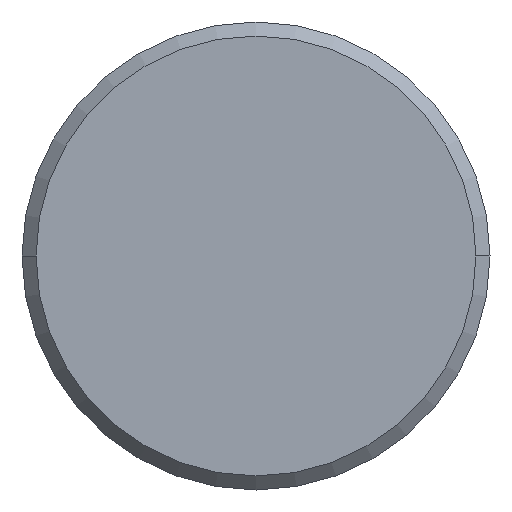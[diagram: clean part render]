
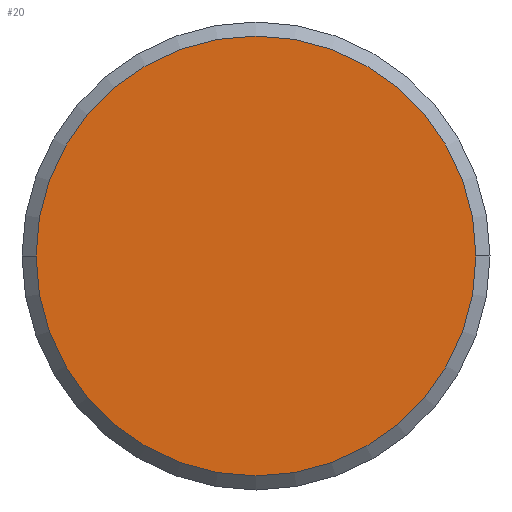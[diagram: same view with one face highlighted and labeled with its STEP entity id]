
A CAD part, left-side view. The second image highlights one B-rep face of the part: STEP entity #20.
In plain terms, the highlighted planar face has unit normal (-1, 0, 0).
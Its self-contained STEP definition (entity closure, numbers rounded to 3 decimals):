
#20 = ADVANCED_FACE ( 'NONE', ( #312 ), #283, .T. ) ;
#49 = CARTESIAN_POINT ( 'NONE',  ( -49., 4.7, 0. ) ) ;
#55 = DIRECTION ( 'NONE',  ( 1., 0., 0. ) ) ;
#79 = AXIS2_PLACEMENT_3D ( 'NONE', #357, #163, #389 ) ;
#91 = DIRECTION ( 'NONE',  ( 0., -1., 0. ) ) ;
#143 = ORIENTED_EDGE ( 'NONE', *, *, #264, .F. ) ;
#163 = DIRECTION ( 'NONE',  ( 1., 0., 0. ) ) ;
#169 = EDGE_CURVE ( 'NONE', #274, #269, #335, .T. ) ;
#210 = ORIENTED_EDGE ( 'NONE', *, *, #169, .F. ) ;
#236 = CIRCLE ( 'NONE', #248, 4.7 ) ;
#242 = EDGE_LOOP ( 'NONE', ( #143, #210 ) ) ;
#248 = AXIS2_PLACEMENT_3D ( 'NONE', #279, #55, #249 ) ;
#249 = DIRECTION ( 'NONE',  ( 0., 1., 0. ) ) ;
#253 = AXIS2_PLACEMENT_3D ( 'NONE', #408, #286, #91 ) ;
#264 = EDGE_CURVE ( 'NONE', #269, #274, #236, .T. ) ;
#269 = VERTEX_POINT ( 'NONE', #49 ) ;
#274 = VERTEX_POINT ( 'NONE', #313 ) ;
#279 = CARTESIAN_POINT ( 'NONE',  ( -49., 0., 0. ) ) ;
#283 = PLANE ( 'NONE',  #253 ) ;
#286 = DIRECTION ( 'NONE',  ( -1., 0., 0. ) ) ;
#312 = FACE_OUTER_BOUND ( 'NONE', #242, .T. ) ;
#313 = CARTESIAN_POINT ( 'NONE',  ( -49., -4.7, 0. ) ) ;
#335 = CIRCLE ( 'NONE', #79, 4.7 ) ;
#357 = CARTESIAN_POINT ( 'NONE',  ( -49., 0., 0. ) ) ;
#389 = DIRECTION ( 'NONE',  ( 0., 1., 0. ) ) ;
#408 = CARTESIAN_POINT ( 'NONE',  ( -49., 0., 0. ) ) ;
